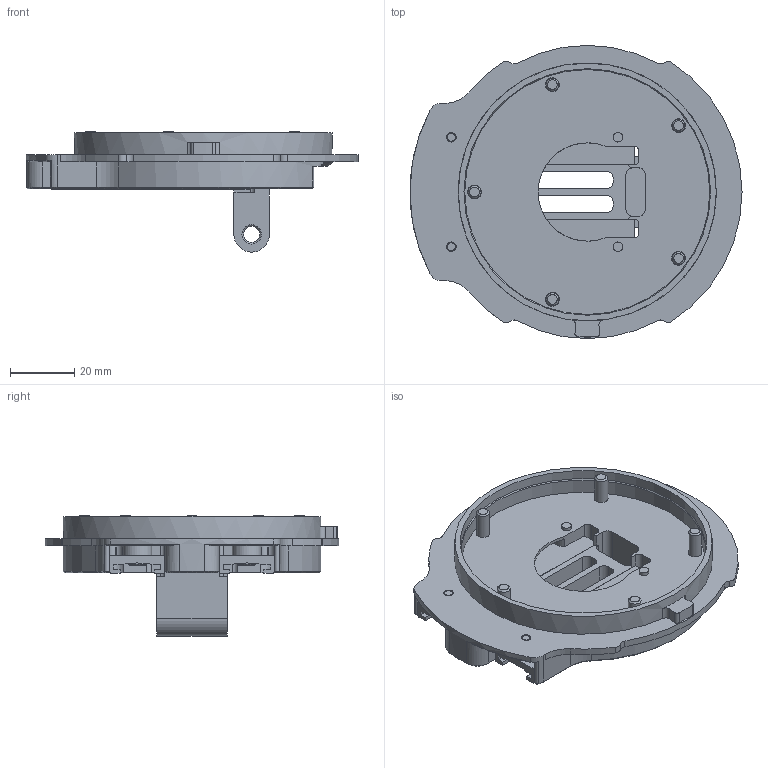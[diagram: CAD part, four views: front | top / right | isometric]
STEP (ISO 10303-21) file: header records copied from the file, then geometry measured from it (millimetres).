
FILE_DESCRIPTION(/* description */ (''),/* implementation_level */ '2;1');
FILE_NAME(/* name */ 'ACWA-0058_pivot_axial.step',/* time_stamp */ '2024-03-25T16:57:49+01:00',/* author */ (''),/* organization */ (''),/* preprocessor_version */ 'ST-DEVELOPER v20',/* originating_system */ 'Autodesk Translation Framework v12.20.1.177',/* authorisation */ '');
FILE_SCHEMA (('AUTOMOTIVE_DESIGN { 1 0 10303 214 3 1 1 }'));
Length unit declared in the file: millimetre
Products named in the file (1): ACWA-0058
Bounding box: 103 x 91 x 37.3 mm (x, y, z)
Volume: 39200.4 mm3; surface area: 39022.2 mm2
Topology: 12 solids, 17 shells, 486 faces, 1199 edges, 759 vertices
Faces by surface type: plane 225, cylinder 152, cone 95, torus 14
Full cylindrical faces by diameter (mm): 2.5 x5, 3 x9, 3.4 x4, 4 x5, 4.3 x5, 5 x1, 5.5 x4, 6.5 x4, 7 x5, 8.5 x5, 9 x2, 76 x1, 76.5 x1, 80 x1
Entity records: 14507 total; most frequent: CARTESIAN_POINT 2605, DIRECTION 2584, ORIENTED_EDGE 2376, EDGE_CURVE 1193, AXIS2_PLACEMENT_3D 970, VERTEX_POINT 759, LINE 644, VECTOR 644
